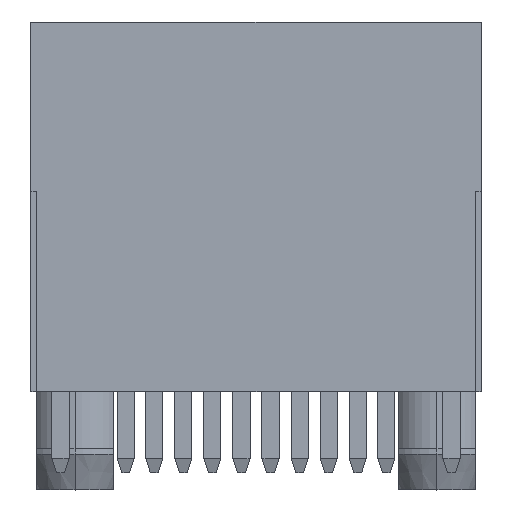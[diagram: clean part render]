
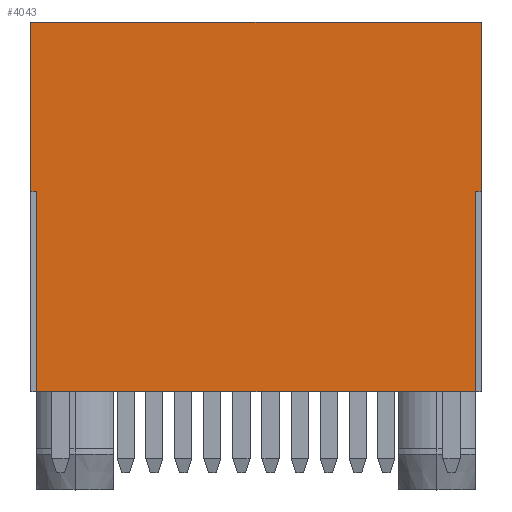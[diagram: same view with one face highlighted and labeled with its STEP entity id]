
A CAD part, top view. The second image highlights one B-rep face of the part: STEP entity #4043.
In plain terms, the highlighted planar face has unit normal (0, 0, 1).
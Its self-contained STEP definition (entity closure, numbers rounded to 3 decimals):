
#120 = DIRECTION ( 'NONE',  ( -1., 0., 0. ) ) ;
#315 = VECTOR ( 'NONE', #914, 1000. ) ;
#428 = LINE ( 'NONE', #1941, #8271 ) ;
#489 = EDGE_CURVE ( 'NONE', #5724, #4768, #2817, .T. ) ;
#712 = VERTEX_POINT ( 'NONE', #9357 ) ;
#894 = ORIENTED_EDGE ( 'NONE', *, *, #8148, .T. ) ;
#914 = DIRECTION ( 'NONE',  ( -1., 0., 0. ) ) ;
#1110 = ORIENTED_EDGE ( 'NONE', *, *, #9244, .T. ) ;
#1312 = CARTESIAN_POINT ( 'NONE',  ( -0.2, 7., 15.05 ) ) ;
#1516 = EDGE_CURVE ( 'NONE', #9401, #712, #2169, .T. ) ;
#1523 = LINE ( 'NONE', #3104, #6698 ) ;
#1548 = CARTESIAN_POINT ( 'NONE',  ( -15.6, 7., 15.05 ) ) ;
#1568 = VECTOR ( 'NONE', #7780, 1000. ) ;
#1873 = DIRECTION ( 'NONE',  ( 1., 0., 0. ) ) ;
#1941 = CARTESIAN_POINT ( 'NONE',  ( -15.6, 0., 15.05 ) ) ;
#2169 = LINE ( 'NONE', #3740, #3365 ) ;
#2211 = EDGE_CURVE ( 'NONE', #7125, #5724, #6391, .T. ) ;
#2485 = CARTESIAN_POINT ( 'NONE',  ( -0.2, 0., 15.05 ) ) ;
#2536 = FACE_OUTER_BOUND ( 'NONE', #4447, .T. ) ;
#2573 = CARTESIAN_POINT ( 'NONE',  ( 0., 0., 15.05 ) ) ;
#2817 = LINE ( 'NONE', #5674, #5432 ) ;
#2862 = CARTESIAN_POINT ( 'NONE',  ( 0., 12.95, 15.05 ) ) ;
#2871 = ORIENTED_EDGE ( 'NONE', *, *, #3555, .T. ) ;
#3049 = CARTESIAN_POINT ( 'NONE',  ( -0.2, 7., 15.05 ) ) ;
#3104 = CARTESIAN_POINT ( 'NONE',  ( -15.8, 0., 15.05 ) ) ;
#3154 = LINE ( 'NONE', #2485, #7059 ) ;
#3165 = EDGE_CURVE ( 'NONE', #7125, #8716, #3154, .T. ) ;
#3218 = AXIS2_PLACEMENT_3D ( 'NONE', #2573, #8427, #1873 ) ;
#3269 = ORIENTED_EDGE ( 'NONE', *, *, #3165, .F. ) ;
#3365 = VECTOR ( 'NONE', #120, 1000. ) ;
#3555 = EDGE_CURVE ( 'NONE', #9401, #7940, #428, .T. ) ;
#3606 = ORIENTED_EDGE ( 'NONE', *, *, #2211, .T. ) ;
#3740 = CARTESIAN_POINT ( 'NONE',  ( -15.6, 7., 15.05 ) ) ;
#3952 = DIRECTION ( 'NONE',  ( 0., -1., 0. ) ) ;
#4043 = ADVANCED_FACE ( 'NONE', ( #2536 ), #5344, .T. ) ;
#4149 = ORIENTED_EDGE ( 'NONE', *, *, #489, .T. ) ;
#4427 = DIRECTION ( 'NONE',  ( 0., -1., 0. ) ) ;
#4447 = EDGE_LOOP ( 'NONE', ( #894, #9076, #2871, #8198, #3269, #3606, #4149, #1110 ) ) ;
#4737 = CARTESIAN_POINT ( 'NONE',  ( -15.6, 0., 15.05 ) ) ;
#4768 = VERTEX_POINT ( 'NONE', #2862 ) ;
#4782 = CARTESIAN_POINT ( 'NONE',  ( 0., 0., 15.05 ) ) ;
#4861 = LINE ( 'NONE', #4782, #1568 ) ;
#5344 = PLANE ( 'NONE',  #3218 ) ;
#5432 = VECTOR ( 'NONE', #9106, 1000. ) ;
#5631 = DIRECTION ( 'NONE',  ( 1., 0., 0. ) ) ;
#5674 = CARTESIAN_POINT ( 'NONE',  ( 0., 0., 15.05 ) ) ;
#5724 = VERTEX_POINT ( 'NONE', #8273 ) ;
#5854 = LINE ( 'NONE', #8887, #315 ) ;
#5903 = CARTESIAN_POINT ( 'NONE',  ( -15.8, 12.95, 15.05 ) ) ;
#6391 = LINE ( 'NONE', #1312, #7366 ) ;
#6625 = EDGE_CURVE ( 'NONE', #7940, #8716, #4861, .T. ) ;
#6698 = VECTOR ( 'NONE', #4427, 1000. ) ;
#6745 = CARTESIAN_POINT ( 'NONE',  ( -0.2, 0., 15.05 ) ) ;
#7059 = VECTOR ( 'NONE', #3952, 1000. ) ;
#7125 = VERTEX_POINT ( 'NONE', #3049 ) ;
#7204 = VERTEX_POINT ( 'NONE', #5903 ) ;
#7366 = VECTOR ( 'NONE', #5631, 1000. ) ;
#7763 = DIRECTION ( 'NONE',  ( 0., -1., 0. ) ) ;
#7780 = DIRECTION ( 'NONE',  ( 1., 0., 0. ) ) ;
#7940 = VERTEX_POINT ( 'NONE', #4737 ) ;
#8148 = EDGE_CURVE ( 'NONE', #7204, #712, #1523, .T. ) ;
#8198 = ORIENTED_EDGE ( 'NONE', *, *, #6625, .T. ) ;
#8271 = VECTOR ( 'NONE', #7763, 1000. ) ;
#8273 = CARTESIAN_POINT ( 'NONE',  ( 0., 7., 15.05 ) ) ;
#8427 = DIRECTION ( 'NONE',  ( 0., 0., 1. ) ) ;
#8716 = VERTEX_POINT ( 'NONE', #6745 ) ;
#8887 = CARTESIAN_POINT ( 'NONE',  ( 0., 12.95, 15.05 ) ) ;
#9076 = ORIENTED_EDGE ( 'NONE', *, *, #1516, .F. ) ;
#9106 = DIRECTION ( 'NONE',  ( 0., 1., 0. ) ) ;
#9244 = EDGE_CURVE ( 'NONE', #4768, #7204, #5854, .T. ) ;
#9357 = CARTESIAN_POINT ( 'NONE',  ( -15.8, 7., 15.05 ) ) ;
#9401 = VERTEX_POINT ( 'NONE', #1548 ) ;
